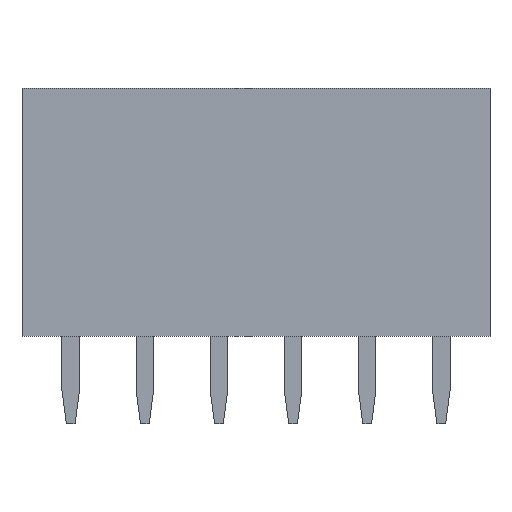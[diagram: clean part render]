
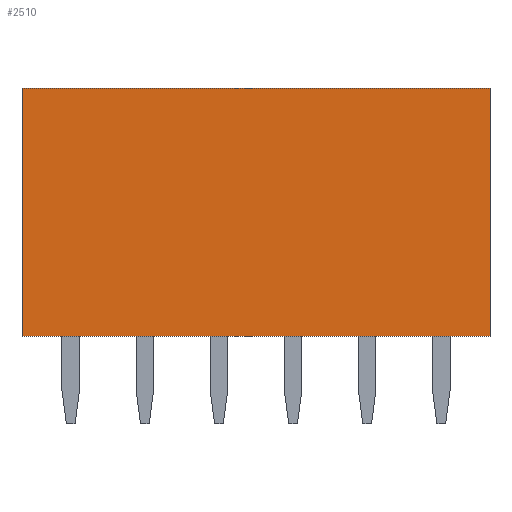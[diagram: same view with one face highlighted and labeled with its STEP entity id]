
A CAD part, front view. The second image highlights one B-rep face of the part: STEP entity #2510.
In plain terms, the highlighted planar face has unit normal (0, -1, 0).
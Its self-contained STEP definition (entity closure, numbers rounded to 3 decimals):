
#2510=ADVANCED_FACE('',(#4472),#4474,.T.);
#4472=FACE_BOUND('',#4473,.T.);
#4473=EDGE_LOOP('',(#6090,#6091,#6092,#6093));
#4474=PLANE('',#4475);
#4475=AXIS2_PLACEMENT_3D('',#4476,#4477,#4478);
#4476=CARTESIAN_POINT('',(14.37,-1.23,0.));
#4477=DIRECTION('',(0.,-1.,0.));
#4478=DIRECTION('',(0.,0.,1.));
#6090=ORIENTED_EDGE('',*,*,#6908,.T.);
#6091=ORIENTED_EDGE('',*,*,#6970,.T.);
#6092=ORIENTED_EDGE('',*,*,#6912,.F.);
#6093=ORIENTED_EDGE('',*,*,#6910,.F.);
#6908=EDGE_CURVE('',#8103,#8101,#8104,.T.);
#6910=EDGE_CURVE('',#8103,#8106,#8107,.T.);
#6912=EDGE_CURVE('',#8106,#8109,#8110,.T.);
#6970=EDGE_CURVE('',#8101,#8109,#8188,.T.);
#8101=VERTEX_POINT('',#10617);
#8103=VERTEX_POINT('',#10621);
#8104=LINE('',#10622,#10623);
#8106=VERTEX_POINT('',#10628);
#8107=LINE('',#10629,#10630);
#8109=VERTEX_POINT('',#10635);
#8110=LINE('',#10636,#10637);
#8188=LINE('',#10830,#10831);
#10617=CARTESIAN_POINT('',(14.37,-1.23,8.5));
#10621=CARTESIAN_POINT('',(14.37,-1.23,0.));
#10622=CARTESIAN_POINT('',(14.37,-1.23,0.));
#10623=VECTOR('',#10624,1.);
#10624=DIRECTION('',(0.,0.,1.));
#10628=CARTESIAN_POINT('',(-1.67,-1.23,0.));
#10629=CARTESIAN_POINT('',(14.37,-1.23,0.));
#10630=VECTOR('',#10631,1.);
#10631=DIRECTION('',(-1.,0.,0.));
#10635=CARTESIAN_POINT('',(-1.67,-1.23,8.5));
#10636=CARTESIAN_POINT('',(-1.67,-1.23,0.));
#10637=VECTOR('',#10638,1.);
#10638=DIRECTION('',(0.,0.,1.));
#10830=CARTESIAN_POINT('',(14.37,-1.23,8.5));
#10831=VECTOR('',#10832,1.);
#10832=DIRECTION('',(-1.,0.,0.));
